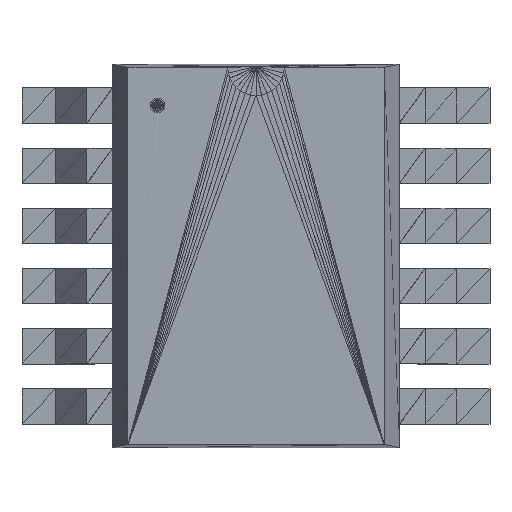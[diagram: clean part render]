
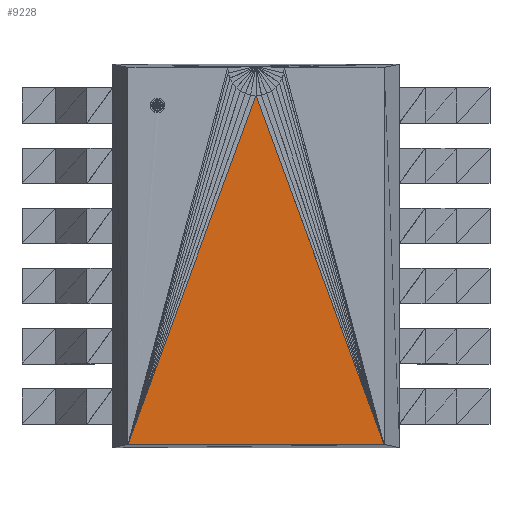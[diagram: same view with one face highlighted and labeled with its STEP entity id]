
A CAD part, top view. The second image highlights one B-rep face of the part: STEP entity #9228.
In plain terms, the highlighted planar face has unit normal (0, 0, 1).
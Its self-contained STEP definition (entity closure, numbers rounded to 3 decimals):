
#722 = VERTEX_POINT('',#723);
#723 = CARTESIAN_POINT('',(-1.383,-2.036,1.092));
#4190 = VERTEX_POINT('',#4191);
#4191 = CARTESIAN_POINT('',(1.383,-2.036,1.092));
#7666 = EDGE_CURVE('',#4190,#722,#7667,.T.);
#7667 = LINE('',#7668,#7669);
#7668 = CARTESIAN_POINT('',(1.383,-2.036,1.092));
#7669 = VECTOR('',#7670,1.);
#7670 = DIRECTION('',(-1.,0.,0.));
#9228 = ADVANCED_FACE('',(#9229),#9246,.F.);
#9229 = FACE_BOUND('',#9230,.F.);
#9230 = EDGE_LOOP('',(#9231,#9239,#9245));
#9231 = ORIENTED_EDGE('',*,*,#9232,.F.);
#9232 = EDGE_CURVE('',#9233,#722,#9235,.T.);
#9233 = VERTEX_POINT('',#9234);
#9234 = CARTESIAN_POINT('',(0.,1.731,1.092));
#9235 = LINE('',#9236,#9237);
#9236 = CARTESIAN_POINT('',(0.,1.731,1.092));
#9237 = VECTOR('',#9238,1.);
#9238 = DIRECTION('',(-0.345,-0.939,0.));
#9239 = ORIENTED_EDGE('',*,*,#9240,.T.);
#9240 = EDGE_CURVE('',#9233,#4190,#9241,.T.);
#9241 = LINE('',#9242,#9243);
#9242 = CARTESIAN_POINT('',(0.,1.731,1.092));
#9243 = VECTOR('',#9244,1.);
#9244 = DIRECTION('',(0.345,-0.939,0.));
#9245 = ORIENTED_EDGE('',*,*,#7666,.T.);
#9246 = PLANE('',#9247);
#9247 = AXIS2_PLACEMENT_3D('',#9248,#9249,#9250);
#9248 = CARTESIAN_POINT('',(1.383,-2.036,1.092));
#9249 = DIRECTION('',(0.,0.,-1.));
#9250 = DIRECTION('',(0.345,0.939,0.));
